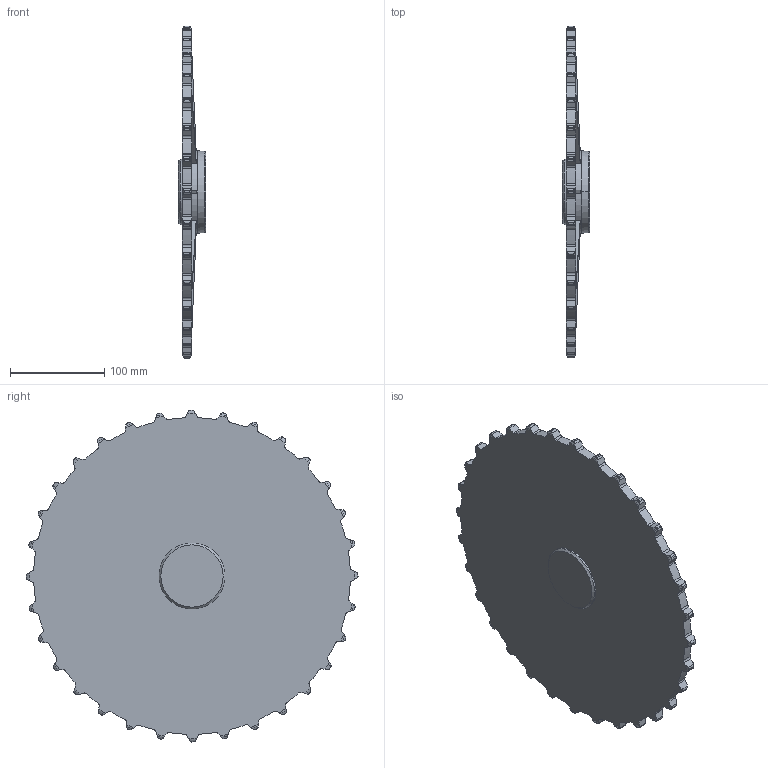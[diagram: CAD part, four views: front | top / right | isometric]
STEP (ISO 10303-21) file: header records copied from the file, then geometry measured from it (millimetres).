
FILE_DESCRIPTION((''),'2;1');
FILE_NAME('L0880698581-CATALOGO','2020-11-03T',('RCRU03'),('Rex Nord Marbet spa'),'PRO/ENGINEER BY PARAMETRIC TECHNOLOGY CORPORATION, 2013230','PRO/ENGINEER BY PARAMETRIC TECHNOLOGY CORPORATION, 2013230','');
FILE_SCHEMA(('CONFIG_CONTROL_DESIGN'));
Length unit declared in the file: millimetre
Products named in the file (1): L0880698581-CATALOGO
Bounding box: 29 x 352.34 x 352.34 mm (x, y, z)
Volume: 684025 mm3; surface area: 225347 mm2
Topology: 2 solids, 2 shells, 618 faces, 1740 edges, 1136 vertices
Faces by surface type: cylinder 220, torus 190, plane 108, cone 100
Entity records: 22766 total; most frequent: CARTESIAN_POINT 7350, ORIENTED_EDGE 3480, DIRECTION 3026, EDGE_CURVE 1740, AXIS2_PLACEMENT_3D 1276, VERTEX_POINT 1136, CIRCLE 658, EDGE_LOOP 630
